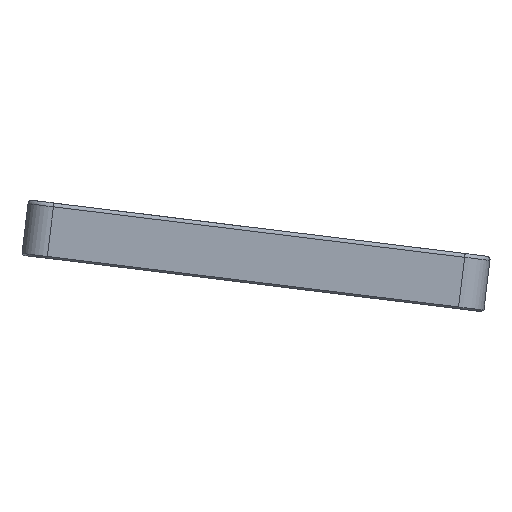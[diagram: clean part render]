
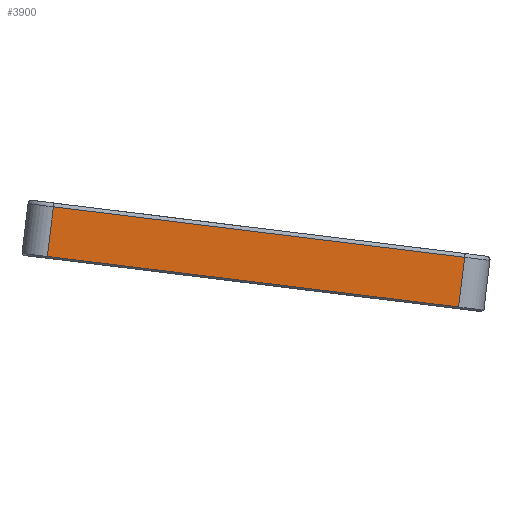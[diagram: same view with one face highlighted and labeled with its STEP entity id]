
A CAD part, left-side view. The second image highlights one B-rep face of the part: STEP entity #3900.
In plain terms, the highlighted planar face has unit normal (-1, 0, 0).
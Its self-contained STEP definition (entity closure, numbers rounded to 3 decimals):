
#254=PLANE('',#4376);
#466=FACE_OUTER_BOUND('',#718,.T.);
#718=EDGE_LOOP('',(#3583,#3584,#3585,#3586));
#1248=LINE('',#6650,#1573);
#1281=LINE('',#6779,#1606);
#1283=LINE('',#6787,#1608);
#1284=LINE('',#6788,#1609);
#1573=VECTOR('',#5445,10.);
#1606=VECTOR('',#5576,10.);
#1608=VECTOR('',#5588,10.);
#1609=VECTOR('',#5589,10.);
#1958=VERTEX_POINT('',#6644);
#1959=VERTEX_POINT('',#6648);
#1990=VERTEX_POINT('',#6773);
#1991=VERTEX_POINT('',#6777);
#2475=EDGE_CURVE('',#1958,#1959,#1248,.T.);
#2534=EDGE_CURVE('',#1991,#1990,#1281,.T.);
#2538=EDGE_CURVE('',#1990,#1958,#1283,.T.);
#2539=EDGE_CURVE('',#1959,#1991,#1284,.T.);
#3583=ORIENTED_EDGE('',*,*,#2475,.F.);
#3584=ORIENTED_EDGE('',*,*,#2538,.F.);
#3585=ORIENTED_EDGE('',*,*,#2534,.F.);
#3586=ORIENTED_EDGE('',*,*,#2539,.F.);
#3900=ADVANCED_FACE('',(#466),#254,.T.);
#4376=AXIS2_PLACEMENT_3D('',#6786,#5586,#5587);
#5445=DIRECTION('',(0.,0.993,0.122));
#5576=DIRECTION('',(0.,-0.993,-0.122));
#5586=DIRECTION('center_axis',(-1.,0.,0.));
#5587=DIRECTION('ref_axis',(0.,-0.993,-0.122));
#5588=DIRECTION('',(0.,0.122,-0.993));
#5589=DIRECTION('',(0.,-0.122,0.993));
#6644=CARTESIAN_POINT('',(-7.475,-78.536,-2.325));
#6648=CARTESIAN_POINT('',(-7.475,2.009,7.565));
#6650=CARTESIAN_POINT('',(-7.475,-15.646,5.397));
#6773=CARTESIAN_POINT('',(-7.475,-79.73,7.397));
#6777=CARTESIAN_POINT('',(-7.475,0.815,17.287));
#6779=CARTESIAN_POINT('',(-7.475,-16.84,15.119));
#6786=CARTESIAN_POINT('Origin',(-7.475,6.613,11.097));
#6787=CARTESIAN_POINT('',(-7.475,-78.895,0.598));
#6788=CARTESIAN_POINT('',(-7.475,1.65,10.488));
